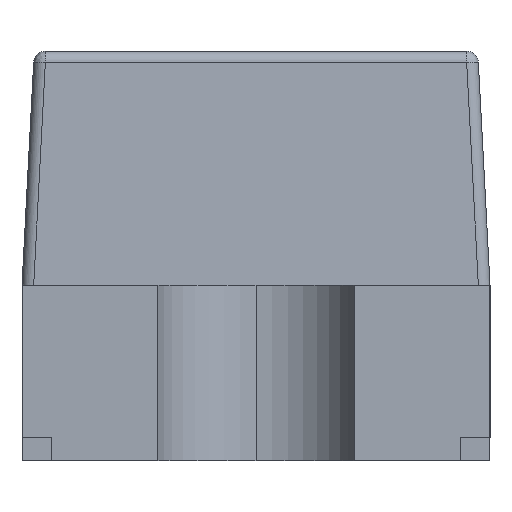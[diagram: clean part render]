
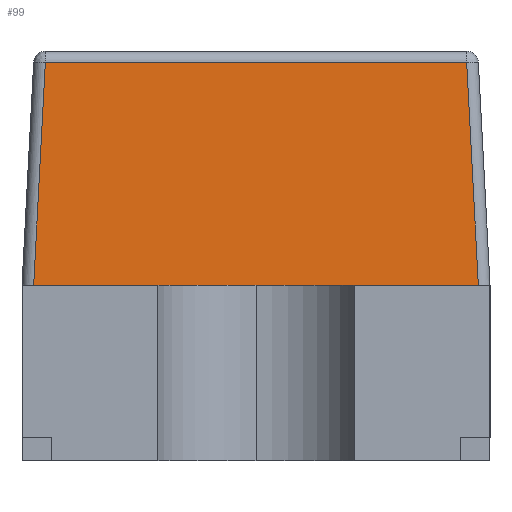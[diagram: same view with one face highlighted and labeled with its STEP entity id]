
A CAD part, left-side view. The second image highlights one B-rep face of the part: STEP entity #99.
In plain terms, the highlighted planar face has unit normal (-0.999, 0, 0.052).
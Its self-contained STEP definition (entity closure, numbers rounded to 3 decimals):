
#99 = ADVANCED_FACE ( 'NONE', ( #601 ), #2782, .T. ) ;
#115 = DIRECTION ( 'NONE',  ( -0.052, 0.052, -0.997 ) ) ;
#223 = DIRECTION ( 'NONE',  ( 0., 1., 0. ) ) ;
#289 = CARTESIAN_POINT ( 'NONE',  ( -0.55, 0.38, 0. ) ) ;
#366 = VERTEX_POINT ( 'NONE', #289 ) ;
#459 = LINE ( 'NONE', #908, #2690 ) ;
#504 = LINE ( 'NONE', #2714, #2688 ) ;
#601 = FACE_OUTER_BOUND ( 'NONE', #1559, .T. ) ;
#651 = VERTEX_POINT ( 'NONE', #977 ) ;
#794 = DIRECTION ( 'NONE',  ( -0.999, 0., 0.052 ) ) ;
#908 = CARTESIAN_POINT ( 'NONE',  ( -0.55, -0.4, 0. ) ) ;
#977 = CARTESIAN_POINT ( 'NONE',  ( -0.55, -0.38, 0. ) ) ;
#1027 = LINE ( 'NONE', #1229, #1424 ) ;
#1034 = EDGE_CURVE ( 'NONE', #1777, #651, #1556, .T. ) ;
#1065 = ORIENTED_EDGE ( 'NONE', *, *, #1986, .T. ) ;
#1229 = CARTESIAN_POINT ( 'NONE',  ( -0.53, 0.36, 0.381 ) ) ;
#1424 = VECTOR ( 'NONE', #115, 1000. ) ;
#1556 = LINE ( 'NONE', #1769, #1775 ) ;
#1559 = EDGE_LOOP ( 'NONE', ( #2312, #2840, #1692, #1065 ) ) ;
#1682 = CARTESIAN_POINT ( 'NONE',  ( -0.55, 0., 0. ) ) ;
#1692 = ORIENTED_EDGE ( 'NONE', *, *, #2226, .T. ) ;
#1709 = CARTESIAN_POINT ( 'NONE',  ( -0.53, -0.36, 0.381 ) ) ;
#1769 = CARTESIAN_POINT ( 'NONE',  ( -0.549, -0.379, 0.028 ) ) ;
#1775 = VECTOR ( 'NONE', #2649, 1000. ) ;
#1777 = VERTEX_POINT ( 'NONE', #1709 ) ;
#1791 = DIRECTION ( 'NONE',  ( 0., -1., 0. ) ) ;
#1840 = VERTEX_POINT ( 'NONE', #2604 ) ;
#1986 = EDGE_CURVE ( 'NONE', #1840, #366, #1027, .T. ) ;
#2152 = DIRECTION ( 'NONE',  ( 0.052, 0., 0.999 ) ) ;
#2226 = EDGE_CURVE ( 'NONE', #1777, #1840, #504, .T. ) ;
#2312 = ORIENTED_EDGE ( 'NONE', *, *, #2423, .T. ) ;
#2423 = EDGE_CURVE ( 'NONE', #366, #651, #459, .T. ) ;
#2604 = CARTESIAN_POINT ( 'NONE',  ( -0.53, 0.36, 0.381 ) ) ;
#2649 = DIRECTION ( 'NONE',  ( -0.052, -0.052, -0.997 ) ) ;
#2666 = AXIS2_PLACEMENT_3D ( 'NONE', #1682, #794, #2152 ) ;
#2688 = VECTOR ( 'NONE', #223, 1000. ) ;
#2690 = VECTOR ( 'NONE', #1791, 1000. ) ;
#2714 = CARTESIAN_POINT ( 'NONE',  ( -0.53, 0., 0.381 ) ) ;
#2782 = PLANE ( 'NONE',  #2666 ) ;
#2840 = ORIENTED_EDGE ( 'NONE', *, *, #1034, .F. ) ;
